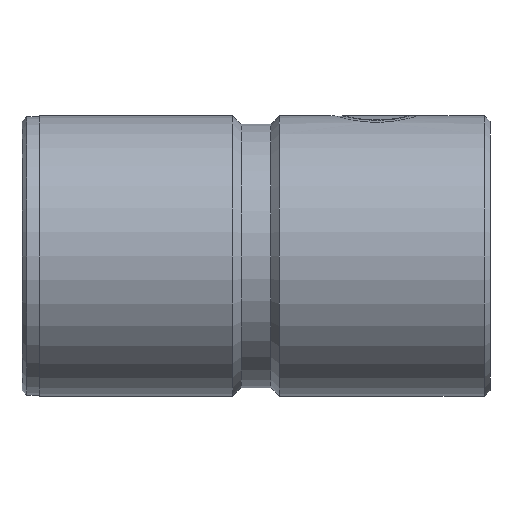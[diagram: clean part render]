
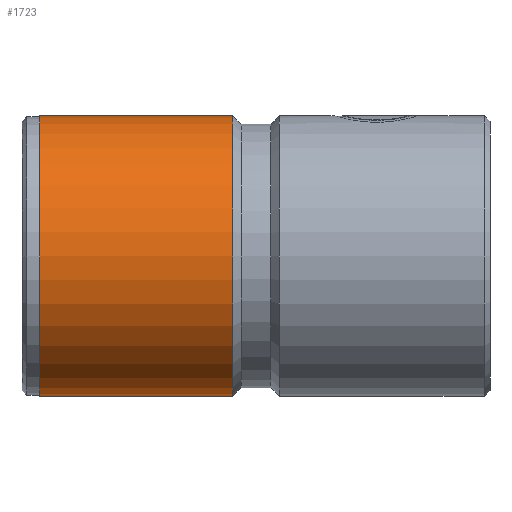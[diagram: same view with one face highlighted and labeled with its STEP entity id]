
A CAD part, left-side view. The second image highlights one B-rep face of the part: STEP entity #1723.
In plain terms, the highlighted cylindrical face has radius 24 mm (diameter 48 mm), a partial arc.
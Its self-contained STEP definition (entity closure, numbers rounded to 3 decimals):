
#96 = CARTESIAN_POINT ( 'NONE',  ( 0., 44., -24. ) ) ;
#110 = VECTOR ( 'NONE', #1276, 1000. ) ;
#139 = CARTESIAN_POINT ( 'NONE',  ( 0., 0., 0. ) ) ;
#234 = CARTESIAN_POINT ( 'NONE',  ( 0., 44., 0. ) ) ;
#270 = ORIENTED_EDGE ( 'NONE', *, *, #999, .F. ) ;
#366 = VECTOR ( 'NONE', #1044, 1000. ) ;
#369 = DIRECTION ( 'NONE',  ( 0., 0., -1. ) ) ;
#370 = EDGE_CURVE ( 'NONE', #617, #1469, #1072, .T. ) ;
#538 = DIRECTION ( 'NONE',  ( 0., 0., -1. ) ) ;
#599 = ORIENTED_EDGE ( 'NONE', *, *, #1615, .T. ) ;
#609 = DIRECTION ( 'NONE',  ( 0., -1., 0. ) ) ;
#617 = VERTEX_POINT ( 'NONE', #1293 ) ;
#634 = CYLINDRICAL_SURFACE ( 'NONE', #778, 24. ) ;
#723 = VERTEX_POINT ( 'NONE', #96 ) ;
#735 = ORIENTED_EDGE ( 'NONE', *, *, #1047, .F. ) ;
#778 = AXIS2_PLACEMENT_3D ( 'NONE', #139, #1076, #538 ) ;
#967 = VERTEX_POINT ( 'NONE', #1686 ) ;
#981 = CARTESIAN_POINT ( 'NONE',  ( 0., 0., -24. ) ) ;
#999 = EDGE_CURVE ( 'NONE', #967, #723, #1175, .T. ) ;
#1044 = DIRECTION ( 'NONE',  ( 0., -1., 0. ) ) ;
#1047 = EDGE_CURVE ( 'NONE', #617, #967, #1765, .T. ) ;
#1072 = CIRCLE ( 'NONE', #1152, 24. ) ;
#1076 = DIRECTION ( 'NONE',  ( 0., -1., 0. ) ) ;
#1125 = ORIENTED_EDGE ( 'NONE', *, *, #370, .T. ) ;
#1152 = AXIS2_PLACEMENT_3D ( 'NONE', #1433, #609, #1729 ) ;
#1175 = CIRCLE ( 'NONE', #1271, 24. ) ;
#1182 = DIRECTION ( 'NONE',  ( 0., -1., 0. ) ) ;
#1271 = AXIS2_PLACEMENT_3D ( 'NONE', #234, #1182, #369 ) ;
#1276 = DIRECTION ( 'NONE',  ( 0., -1., 0. ) ) ;
#1293 = CARTESIAN_POINT ( 'NONE',  ( 0., 77., 24. ) ) ;
#1335 = EDGE_LOOP ( 'NONE', ( #735, #1125, #599, #270 ) ) ;
#1424 = CARTESIAN_POINT ( 'NONE',  ( 0., 77., -24. ) ) ;
#1433 = CARTESIAN_POINT ( 'NONE',  ( 0., 77., 0. ) ) ;
#1469 = VERTEX_POINT ( 'NONE', #1424 ) ;
#1472 = LINE ( 'NONE', #981, #110 ) ;
#1610 = CARTESIAN_POINT ( 'NONE',  ( 0., 0., 24. ) ) ;
#1615 = EDGE_CURVE ( 'NONE', #1469, #723, #1472, .T. ) ;
#1686 = CARTESIAN_POINT ( 'NONE',  ( 0., 44., 24. ) ) ;
#1723 = ADVANCED_FACE ( 'NONE', ( #1746 ), #634, .T. ) ;
#1729 = DIRECTION ( 'NONE',  ( 0., 0., -1. ) ) ;
#1746 = FACE_OUTER_BOUND ( 'NONE', #1335, .T. ) ;
#1765 = LINE ( 'NONE', #1610, #366 ) ;
